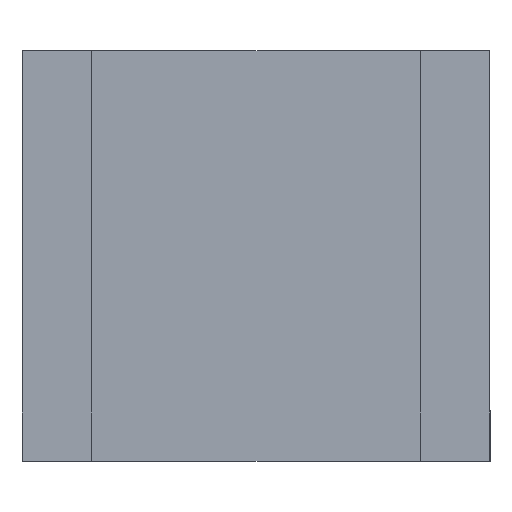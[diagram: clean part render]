
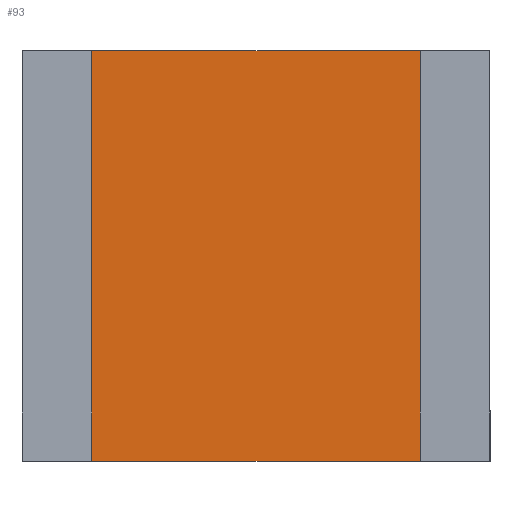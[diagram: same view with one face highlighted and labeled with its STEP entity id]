
A CAD part, top view. The second image highlights one B-rep face of the part: STEP entity #93.
In plain terms, the highlighted planar face has unit normal (0, 0, 1).
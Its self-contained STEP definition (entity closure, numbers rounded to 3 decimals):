
#93 = ADVANCED_FACE( '', ( #159 ), #160, .T. );
#159 = FACE_OUTER_BOUND( '', #209, .T. );
#160 = PLANE( '', #210 );
#209 = EDGE_LOOP( '', ( #262, #263, #264, #265 ) );
#210 = AXIS2_PLACEMENT_3D( '', #266, #267, #268 );
#262 = ORIENTED_EDGE( '', *, *, #349, .F. );
#263 = ORIENTED_EDGE( '', *, *, #347, .F. );
#264 = ORIENTED_EDGE( '', *, *, #350, .T. );
#265 = ORIENTED_EDGE( '', *, *, #351, .T. );
#266 = CARTESIAN_POINT( '', ( -2., -2.5, 1.4 ) );
#267 = DIRECTION( '', ( 0., 0., 1. ) );
#268 = DIRECTION( '', ( 1., 0., 0. ) );
#347 = EDGE_CURVE( '', #391, #389, #393, .T. );
#349 = EDGE_CURVE( '', #389, #395, #396, .T. );
#350 = EDGE_CURVE( '', #391, #397, #398, .T. );
#351 = EDGE_CURVE( '', #397, #395, #399, .T. );
#389 = VERTEX_POINT( '', #449 );
#391 = VERTEX_POINT( '', #452 );
#393 = LINE( '', #455, #456 );
#395 = VERTEX_POINT( '', #458 );
#396 = LINE( '', #459, #460 );
#397 = VERTEX_POINT( '', #461 );
#398 = LINE( '', #462, #463 );
#399 = LINE( '', #464, #465 );
#449 = CARTESIAN_POINT( '', ( -2., 2.5, 1.4 ) );
#452 = CARTESIAN_POINT( '', ( -2., -2.5, 1.4 ) );
#455 = CARTESIAN_POINT( '', ( -2., -2.5, 1.4 ) );
#456 = VECTOR( '', #508, 1000. );
#458 = CARTESIAN_POINT( '', ( 2., 2.5, 1.4 ) );
#459 = CARTESIAN_POINT( '', ( -2., 2.5, 1.4 ) );
#460 = VECTOR( '', #509, 1000. );
#461 = CARTESIAN_POINT( '', ( 2., -2.5, 1.4 ) );
#462 = CARTESIAN_POINT( '', ( -2., -2.5, 1.4 ) );
#463 = VECTOR( '', #510, 1000. );
#464 = CARTESIAN_POINT( '', ( 2., -2.5, 1.4 ) );
#465 = VECTOR( '', #511, 1000. );
#508 = DIRECTION( '', ( 0., 1., 0. ) );
#509 = DIRECTION( '', ( 1., 0., 0. ) );
#510 = DIRECTION( '', ( 1., 0., 0. ) );
#511 = DIRECTION( '', ( 0., 1., 0. ) );
